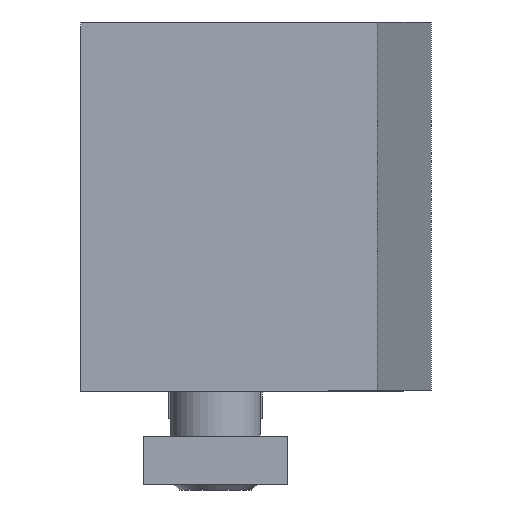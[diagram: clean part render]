
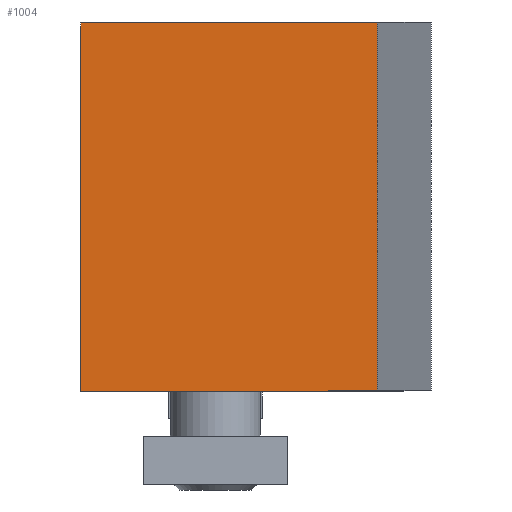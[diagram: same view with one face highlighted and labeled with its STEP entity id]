
A CAD part, front view. The second image highlights one B-rep face of the part: STEP entity #1004.
In plain terms, the highlighted planar face has unit normal (0, -1, 0).
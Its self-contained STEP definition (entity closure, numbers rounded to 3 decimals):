
#58=LINE('',#1572,#136);
#59=LINE('',#1574,#137);
#60=LINE('',#1576,#138);
#61=LINE('',#1577,#139);
#136=VECTOR('',#1271,16.5);
#137=VECTOR('',#1272,20.5);
#138=VECTOR('',#1273,16.5);
#139=VECTOR('',#1274,20.5);
#214=PLANE('',#1090);
#305=FACE_OUTER_BOUND('',#385,.T.);
#385=EDGE_LOOP('',(#779,#780,#781,#782));
#514=VERTEX_POINT('',#1570);
#515=VERTEX_POINT('',#1571);
#516=VERTEX_POINT('',#1573);
#517=VERTEX_POINT('',#1575);
#614=EDGE_CURVE('',#514,#515,#58,.T.);
#615=EDGE_CURVE('',#515,#516,#59,.T.);
#616=EDGE_CURVE('',#516,#517,#60,.T.);
#617=EDGE_CURVE('',#514,#517,#61,.T.);
#779=ORIENTED_EDGE('',*,*,#614,.T.);
#780=ORIENTED_EDGE('',*,*,#615,.T.);
#781=ORIENTED_EDGE('',*,*,#616,.T.);
#782=ORIENTED_EDGE('',*,*,#617,.F.);
#1004=ADVANCED_FACE('',(#305),#214,.T.);
#1090=AXIS2_PLACEMENT_3D('',#1569,#1269,#1270);
#1269=DIRECTION('center_axis',(0.,-1.,0.));
#1270=DIRECTION('ref_axis',(0.,0.,-1.));
#1271=DIRECTION('',(1.,0.,0.));
#1272=DIRECTION('',(0.,0.,1.));
#1273=DIRECTION('',(-1.,0.,0.));
#1274=DIRECTION('',(0.,0.,1.));
#1569=CARTESIAN_POINT('Origin',(2.56,46.988,0.5));
#1570=CARTESIAN_POINT('',(-13.94,46.988,2.));
#1571=CARTESIAN_POINT('',(2.56,46.988,2.));
#1572=CARTESIAN_POINT('',(-3.24,46.988,2.));
#1573=CARTESIAN_POINT('',(2.56,46.988,22.5));
#1574=CARTESIAN_POINT('',(2.56,46.988,0.5));
#1575=CARTESIAN_POINT('',(-13.94,46.988,22.5));
#1576=CARTESIAN_POINT('',(2.56,46.988,22.5));
#1577=CARTESIAN_POINT('',(-13.94,46.988,0.5));
